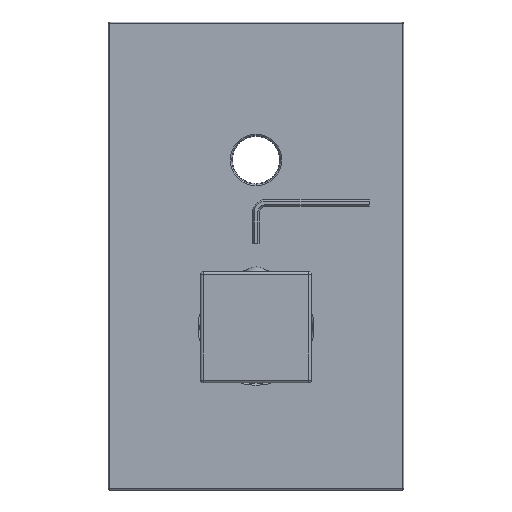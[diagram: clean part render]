
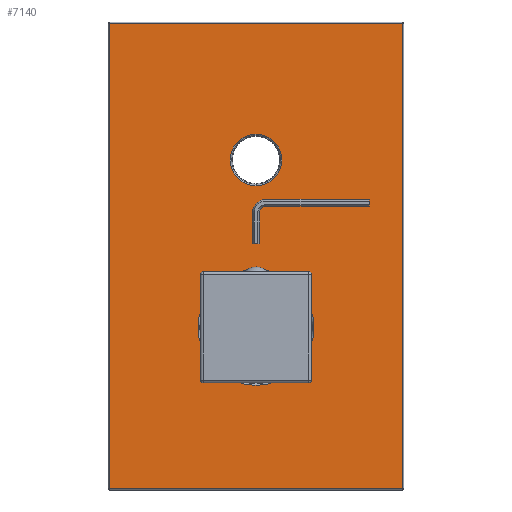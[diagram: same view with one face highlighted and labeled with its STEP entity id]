
A CAD part, top view. The second image highlights one B-rep face of the part: STEP entity #7140.
In plain terms, the highlighted face is planar.
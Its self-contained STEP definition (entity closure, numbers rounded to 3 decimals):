
#6361=DIRECTION('',(-1.,0.,0.));
#6362=VECTOR('',#6361,119.);
#6363=CARTESIAN_POINT('',(59.5,8.,-94.5));
#6364=LINE('',#6363,#6362);
#6368=DIRECTION('',(0.,0.,-1.));
#6369=VECTOR('',#6368,189.);
#6370=CARTESIAN_POINT('',(59.5,8.,94.5));
#6371=LINE('',#6370,#6369);
#6375=DIRECTION('',(1.,0.,0.));
#6376=VECTOR('',#6375,119.);
#6377=CARTESIAN_POINT('',(-59.5,8.,94.5));
#6378=LINE('',#6377,#6376);
#6382=DIRECTION('',(0.,0.,1.));
#6383=VECTOR('',#6382,189.);
#6384=CARTESIAN_POINT('',(-59.5,8.,-94.5));
#6385=LINE('',#6384,#6383);
#6389=CARTESIAN_POINT('',(0.,8.,29.));
#6390=DIRECTION('',(0.,-1.,0.));
#6391=DIRECTION('',(1.,0.,0.));
#6392=AXIS2_PLACEMENT_3D('',#6389,#6390,#6391);
#6397=CARTESIAN_POINT('',(0.,8.,29.));
#6398=DIRECTION('',(0.,-1.,0.));
#6399=DIRECTION('',(-1.,0.,0.));
#6400=AXIS2_PLACEMENT_3D('',#6397,#6398,#6399);
#6405=CARTESIAN_POINT('',(0.,8.,-39.));
#6406=DIRECTION('',(0.,-1.,0.));
#6407=DIRECTION('',(-1.,0.,0.));
#6408=AXIS2_PLACEMENT_3D('',#6405,#6406,#6407);
#6413=CARTESIAN_POINT('',(0.,8.,-39.));
#6414=DIRECTION('',(0.,-1.,0.));
#6415=DIRECTION('',(1.,0.,0.));
#6416=AXIS2_PLACEMENT_3D('',#6413,#6414,#6415);
#6784=CARTESIAN_POINT('',(59.5,8.,-94.5));
#6785=CARTESIAN_POINT('',(-59.5,8.,-94.5));
#6786=VERTEX_POINT('',#6784);
#6787=VERTEX_POINT('',#6785);
#6792=CARTESIAN_POINT('',(-59.5,8.,94.5));
#6793=VERTEX_POINT('',#6792);
#6798=CARTESIAN_POINT('',(59.5,8.,94.5));
#6799=VERTEX_POINT('',#6798);
#6804=CARTESIAN_POINT('',(23.5,8.,29.));
#6805=CARTESIAN_POINT('',(-23.5,8.,29.));
#6806=VERTEX_POINT('',#6804);
#6807=VERTEX_POINT('',#6805);
#6812=CARTESIAN_POINT('',(-10.5,8.,-39.));
#6813=CARTESIAN_POINT('',(10.5,8.,-39.));
#6814=VERTEX_POINT('',#6812);
#6815=VERTEX_POINT('',#6813);
#7114=CARTESIAN_POINT('',(0.,8.,0.));
#7115=DIRECTION('',(0.,1.,0.));
#7116=DIRECTION('',(1.,0.,0.));
#7117=AXIS2_PLACEMENT_3D('',#7114,#7115,#7116);
#7118=PLANE('',#7117);
#7120=ORIENTED_EDGE('',*,*,#7119,.F.);
#7122=ORIENTED_EDGE('',*,*,#7121,.F.);
#7124=ORIENTED_EDGE('',*,*,#7123,.F.);
#7126=ORIENTED_EDGE('',*,*,#7125,.F.);
#7127=EDGE_LOOP('',(#7120,#7122,#7124,#7126));
#7128=FACE_OUTER_BOUND('',#7127,.F.);
#7130=ORIENTED_EDGE('',*,*,#7129,.F.);
#7132=ORIENTED_EDGE('',*,*,#7131,.F.);
#7133=EDGE_LOOP('',(#7130,#7132));
#7134=FACE_BOUND('',#7133,.F.);
#7135=ORIENTED_EDGE('',*,*,#7104,.F.);
#7137=ORIENTED_EDGE('',*,*,#7136,.F.);
#7138=EDGE_LOOP('',(#7135,#7137));
#7139=FACE_BOUND('',#7138,.F.);
#7140=ADVANCED_FACE('',(#7128,#7134,#7139),#7118,.T.);
#6393=CIRCLE('',#6392,23.5);
#6401=CIRCLE('',#6400,23.5);
#6409=CIRCLE('',#6408,10.5);
#6417=CIRCLE('',#6416,10.5);
#7104=EDGE_CURVE('',#6814,#6815,#6409,.T.);
#7119=EDGE_CURVE('',#6786,#6787,#6364,.T.);
#7121=EDGE_CURVE('',#6799,#6786,#6371,.T.);
#7123=EDGE_CURVE('',#6793,#6799,#6378,.T.);
#7125=EDGE_CURVE('',#6787,#6793,#6385,.T.);
#7129=EDGE_CURVE('',#6806,#6807,#6393,.T.);
#7131=EDGE_CURVE('',#6807,#6806,#6401,.T.);
#7136=EDGE_CURVE('',#6815,#6814,#6417,.T.);
